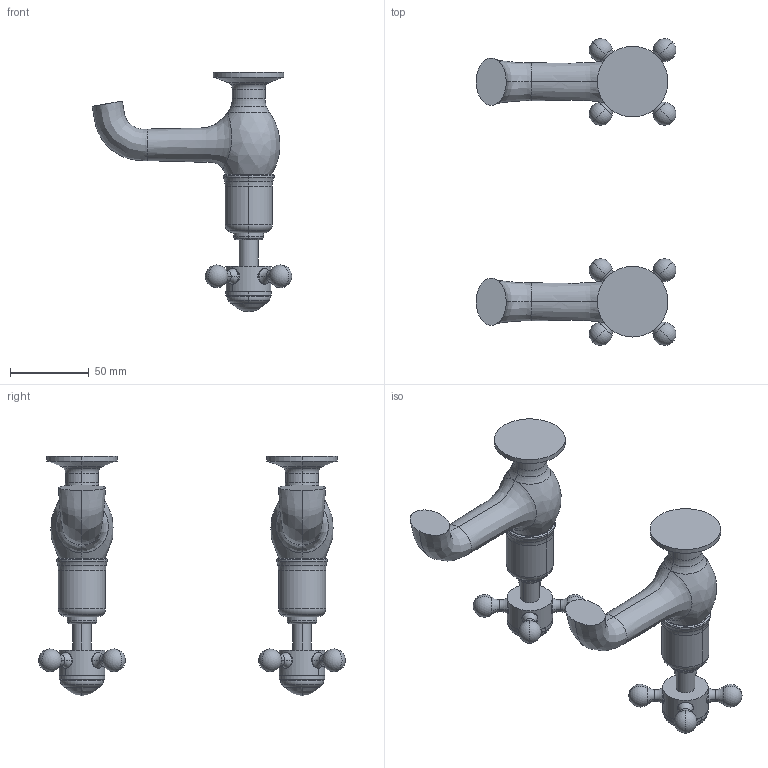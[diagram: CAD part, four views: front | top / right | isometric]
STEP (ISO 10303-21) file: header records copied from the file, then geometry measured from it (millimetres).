
FILE_DESCRIPTION((''),'2;1');
FILE_NAME('0810-26_ASM','2018-08-07T',('MQ'),(''),'PRO/ENGINEER BY PARAMETRIC TECHNOLOGY CORPORATION, 2012130','PRO/ENGINEER BY PARAMETRIC TECHNOLOGY CORPORATION, 2012130','');
FILE_SCHEMA(('CONFIG_CONTROL_DESIGN'));
Length unit declared in the file: millimetre
Products named in the file (22): MANIFOLD_SOLID_BREP_693; MANIFOLD_SOLID_BREP_694; MANIFOLD_SOLID_BREP_695; MANIFOLD_SOLID_BREP_696; MANIFOLD_SOLID_BREP_697; MANIFOLD_SOLID_BREP_698; MANIFOLD_SOLID_BREP_699; MANIFOLD_SOLID_BREP_700; MANIFOLD_SOLID_BREP_701; MANIFOLD_SOLID_BREP_702; MANIFOLD_SOLID_BREP_703; MANIFOLD_SOLID_BREP_704; MANIFOLD_SOLID_BREP_705; MANIFOLD_SOLID_BREP_706; MANIFOLD_SOLID_BREP_707; MANIFOLD_SOLID_BREP_708; MANIFOLD_SOLID_BREP_709; MANIFOLD_SOLID_BREP_710; MANIFOLD_SOLID_BREP_711; MANIFOLD_SOLID_BREP_712; ADMI46AFOI1Z_ASM; 0810-26_ASM
Assembly tree (21 placements, depth 3):
  0810-26_ASM
    ADMI46AFOI1Z_ASM
      MANIFOLD_SOLID_BREP_693
      MANIFOLD_SOLID_BREP_694
      MANIFOLD_SOLID_BREP_695
      MANIFOLD_SOLID_BREP_696
      MANIFOLD_SOLID_BREP_697
      MANIFOLD_SOLID_BREP_698
      MANIFOLD_SOLID_BREP_699
      MANIFOLD_SOLID_BREP_700
      MANIFOLD_SOLID_BREP_701
      MANIFOLD_SOLID_BREP_702
      MANIFOLD_SOLID_BREP_703
      MANIFOLD_SOLID_BREP_704
      MANIFOLD_SOLID_BREP_705
      MANIFOLD_SOLID_BREP_706
      MANIFOLD_SOLID_BREP_707
      MANIFOLD_SOLID_BREP_708
      MANIFOLD_SOLID_BREP_709
      MANIFOLD_SOLID_BREP_710
      MANIFOLD_SOLID_BREP_711
      MANIFOLD_SOLID_BREP_712
Bounding box: 127.14 x 195.07 x 152.3 mm (x, y, z)
Volume: 235195.4 mm3; surface area: 79484.1 mm2
Topology: 20 solids, 20 shells, 606 faces, 1384 edges, 820 vertices
Faces by surface type: plane 194, cylinder 172, torus 104, cone 104, sphere 20, bspline 12
Entity records: 22379 total; most frequent: CARTESIAN_POINT 7981, DIRECTION 3346, ORIENTED_EDGE 2664, AXIS2_PLACEMENT_3D 1393, EDGE_CURVE 1332, VERTEX_POINT 820, CIRCLE 736, EDGE_LOOP 676
